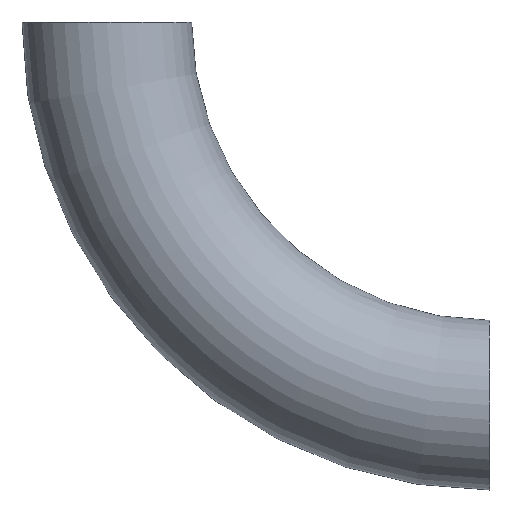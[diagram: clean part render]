
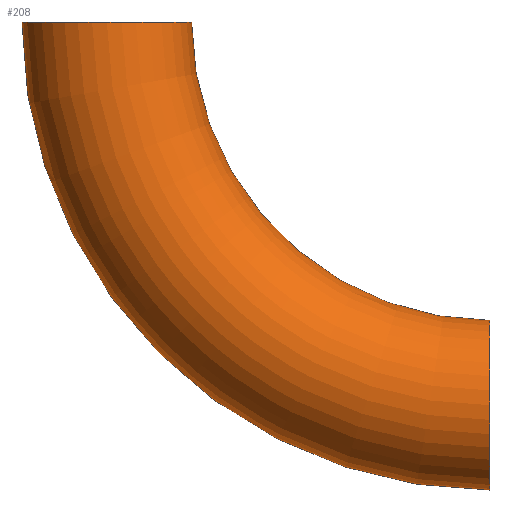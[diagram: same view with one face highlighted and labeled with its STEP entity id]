
A CAD part, front view. The second image highlights one B-rep face of the part: STEP entity #208.
In plain terms, the highlighted toroidal (fillet/blend) face has major radius 122 mm and minor radius 27 mm.
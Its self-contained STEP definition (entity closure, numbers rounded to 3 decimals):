
#2 = CIRCLE ( 'NONE', #138, 149. ) ;
#11 = CARTESIAN_POINT ( 'NONE',  ( 0., 0., 0. ) ) ;
#19 = CARTESIAN_POINT ( 'NONE',  ( 0., 0., 0. ) ) ;
#20 = DIRECTION ( 'NONE',  ( 0., 0., 1. ) ) ;
#24 = EDGE_CURVE ( 'NONE', #135, #211, #106, .T. ) ;
#39 = CARTESIAN_POINT ( 'NONE',  ( 0., 0., 0. ) ) ;
#46 = CIRCLE ( 'NONE', #134, 27. ) ;
#47 = TOROIDAL_SURFACE ( 'NONE', #215, 122., 27. ) ;
#50 = DIRECTION ( 'NONE',  ( -1., 0., 0. ) ) ;
#61 = ORIENTED_EDGE ( 'NONE', *, *, #127, .T. ) ;
#79 = ORIENTED_EDGE ( 'NONE', *, *, #24, .F. ) ;
#88 = DIRECTION ( 'NONE',  ( 0., 1., 0. ) ) ;
#90 = DIRECTION ( 'NONE',  ( 0., 1., 0. ) ) ;
#96 = ORIENTED_EDGE ( 'NONE', *, *, #251, .F. ) ;
#101 = DIRECTION ( 'NONE',  ( 1., 0., 0. ) ) ;
#106 = CIRCLE ( 'NONE', #205, 27. ) ;
#114 = VERTEX_POINT ( 'NONE', #141 ) ;
#127 = EDGE_CURVE ( 'NONE', #114, #194, #46, .T. ) ;
#129 = CARTESIAN_POINT ( 'NONE',  ( 0., 0., -95. ) ) ;
#134 = AXIS2_PLACEMENT_3D ( 'NONE', #178, #50, #245 ) ;
#135 = VERTEX_POINT ( 'NONE', #198 ) ;
#138 = AXIS2_PLACEMENT_3D ( 'NONE', #39, #168, #248 ) ;
#141 = CARTESIAN_POINT ( 'NONE',  ( 0., 0., -149. ) ) ;
#168 = DIRECTION ( 'NONE',  ( 0., 1., 0. ) ) ;
#178 = CARTESIAN_POINT ( 'NONE',  ( 0., 0., -122. ) ) ;
#184 = CARTESIAN_POINT ( 'NONE',  ( -95., 0., 0. ) ) ;
#187 = FACE_OUTER_BOUND ( 'NONE', #200, .T. ) ;
#190 = EDGE_CURVE ( 'NONE', #194, #211, #202, .T. ) ;
#194 = VERTEX_POINT ( 'NONE', #129 ) ;
#195 = CARTESIAN_POINT ( 'NONE',  ( -122., 0., 0. ) ) ;
#198 = CARTESIAN_POINT ( 'NONE',  ( -149., 0., 0. ) ) ;
#200 = EDGE_LOOP ( 'NONE', ( #96, #61, #253, #79 ) ) ;
#202 = CIRCLE ( 'NONE', #219, 95. ) ;
#203 = DIRECTION ( 'NONE',  ( 0., 0., 1. ) ) ;
#205 = AXIS2_PLACEMENT_3D ( 'NONE', #195, #203, #101 ) ;
#208 = ADVANCED_FACE ( 'NONE', ( #187 ), #47, .T. ) ;
#211 = VERTEX_POINT ( 'NONE', #184 ) ;
#215 = AXIS2_PLACEMENT_3D ( 'NONE', #19, #90, #20 ) ;
#219 = AXIS2_PLACEMENT_3D ( 'NONE', #11, #88, #221 ) ;
#221 = DIRECTION ( 'NONE',  ( 0., 0., 1. ) ) ;
#245 = DIRECTION ( 'NONE',  ( 0., 0., 1. ) ) ;
#248 = DIRECTION ( 'NONE',  ( 0., 0., 1. ) ) ;
#251 = EDGE_CURVE ( 'NONE', #114, #135, #2, .T. ) ;
#253 = ORIENTED_EDGE ( 'NONE', *, *, #190, .T. ) ;
